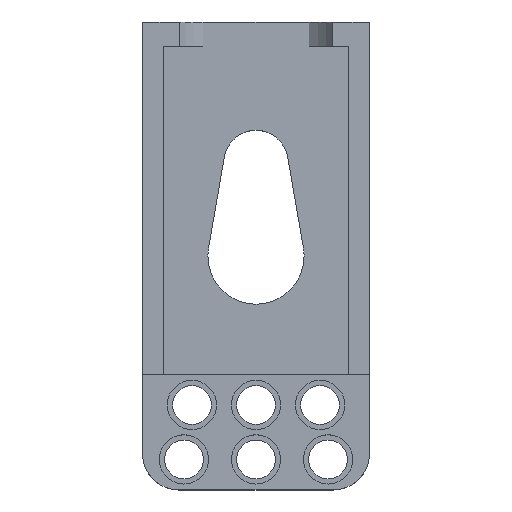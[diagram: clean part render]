
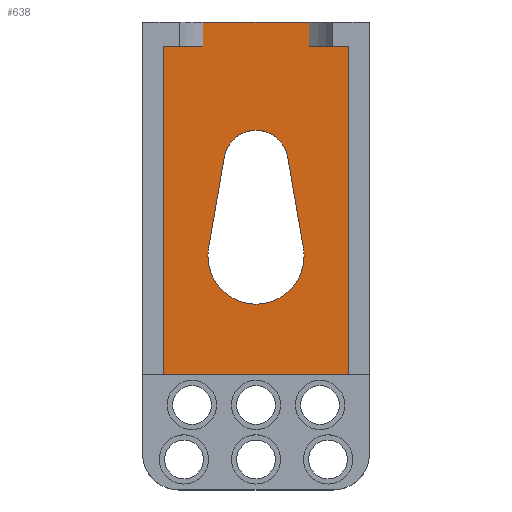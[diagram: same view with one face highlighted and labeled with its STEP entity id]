
A CAD part, top view. The second image highlights one B-rep face of the part: STEP entity #638.
In plain terms, the highlighted planar face has unit normal (0, 0, 1).
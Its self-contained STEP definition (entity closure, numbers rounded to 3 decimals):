
#17 = DIRECTION ( 'NONE',  ( 0., 1., 0. ) ) ;
#91 = EDGE_CURVE ( 'NONE', #1473, #2006, #660, .T. ) ;
#104 = CARTESIAN_POINT ( 'NONE',  ( 11.5, 40.9, 9.575 ) ) ;
#134 = CARTESIAN_POINT ( 'NONE',  ( 0., 14.68, 9.575 ) ) ;
#171 = EDGE_CURVE ( 'NONE', #2006, #2169, #2305, .T. ) ;
#193 = EDGE_CURVE ( 'NONE', #1288, #910, #2192, .T. ) ;
#217 = VECTOR ( 'NONE', #1381, 1000. ) ;
#278 = VECTOR ( 'NONE', #789, 1000. ) ;
#294 = CIRCLE ( 'NONE', #1569, 6. ) ;
#300 = VERTEX_POINT ( 'NONE', #1124 ) ;
#319 = CARTESIAN_POINT ( 'NONE',  ( -11.5, 40.9, 9.575 ) ) ;
#362 = VECTOR ( 'NONE', #17, 1000. ) ;
#371 = DIRECTION ( 'NONE',  ( 0., 1., 0. ) ) ;
#400 = AXIS2_PLACEMENT_3D ( 'NONE', #1471, #730, #1300 ) ;
#406 = CARTESIAN_POINT ( 'NONE',  ( 9.555, 40.9, 9.575 ) ) ;
#409 = EDGE_CURVE ( 'NONE', #992, #1708, #1235, .T. ) ;
#453 = CARTESIAN_POINT ( 'NONE',  ( -11.5, -0.1, 9.575 ) ) ;
#457 = CARTESIAN_POINT ( 'NONE',  ( -3.941, 27.083, 9.575 ) ) ;
#505 = DIRECTION ( 'NONE',  ( -1., 0., 0. ) ) ;
#508 = EDGE_CURVE ( 'NONE', #2202, #650, #1377, .T. ) ;
#509 = VECTOR ( 'NONE', #1444, 1000. ) ;
#520 = CARTESIAN_POINT ( 'NONE',  ( -6.625, 40.9, 9.575 ) ) ;
#545 = PLANE ( 'NONE',  #876 ) ;
#553 = CARTESIAN_POINT ( 'NONE',  ( -6.625, 43.9, 9.575 ) ) ;
#554 = VECTOR ( 'NONE', #1841, 1000. ) ;
#584 = DIRECTION ( 'NONE',  ( -1., 0., 0. ) ) ;
#617 = EDGE_CURVE ( 'NONE', #1288, #992, #1319, .T. ) ;
#638 = ADVANCED_FACE ( 'NONE', ( #867, #798 ), #545, .T. ) ;
#650 = VERTEX_POINT ( 'NONE', #553 ) ;
#660 = CIRCLE ( 'NONE', #786, 4. ) ;
#670 = CARTESIAN_POINT ( 'NONE',  ( -5.912, 15.704, 9.575 ) ) ;
#706 = CARTESIAN_POINT ( 'NONE',  ( -6.625, 40.9, 9.575 ) ) ;
#715 = DIRECTION ( 'NONE',  ( 1., 0., 0. ) ) ;
#728 = EDGE_CURVE ( 'NONE', #910, #2315, #1970, .T. ) ;
#730 = DIRECTION ( 'NONE',  ( 0., 0., 1. ) ) ;
#738 = CARTESIAN_POINT ( 'NONE',  ( 6.625, 43.9, 9.575 ) ) ;
#745 = CARTESIAN_POINT ( 'NONE',  ( 0., 14.68, 9.575 ) ) ;
#748 = LINE ( 'NONE', #1162, #278 ) ;
#752 = VERTEX_POINT ( 'NONE', #905 ) ;
#785 = EDGE_LOOP ( 'NONE', ( #2298, #1258, #1016, #1525, #966, #1494 ) ) ;
#786 = AXIS2_PLACEMENT_3D ( 'NONE', #1681, #1164, #2215 ) ;
#789 = DIRECTION ( 'NONE',  ( -1., 0., 0. ) ) ;
#795 = EDGE_CURVE ( 'NONE', #1708, #900, #1484, .T. ) ;
#798 = FACE_OUTER_BOUND ( 'NONE', #1348, .T. ) ;
#858 = VECTOR ( 'NONE', #505, 1000. ) ;
#864 = ORIENTED_EDGE ( 'NONE', *, *, #795, .F. ) ;
#867 = FACE_BOUND ( 'NONE', #785, .T. ) ;
#873 = CARTESIAN_POINT ( 'NONE',  ( 11.5, -0.1, 9.575 ) ) ;
#874 = ORIENTED_EDGE ( 'NONE', *, *, #508, .F. ) ;
#876 = AXIS2_PLACEMENT_3D ( 'NONE', #1801, #920, #1626 ) ;
#882 = CARTESIAN_POINT ( 'NONE',  ( 8.38, 1.451, 9.575 ) ) ;
#900 = VERTEX_POINT ( 'NONE', #319 ) ;
#905 = CARTESIAN_POINT ( 'NONE',  ( -6., 14.68, 9.575 ) ) ;
#908 = CARTESIAN_POINT ( 'NONE',  ( 5.912, 15.704, 9.575 ) ) ;
#910 = VERTEX_POINT ( 'NONE', #1729 ) ;
#920 = DIRECTION ( 'NONE',  ( 0., 0., 1. ) ) ;
#966 = ORIENTED_EDGE ( 'NONE', *, *, #2319, .F. ) ;
#992 = VERTEX_POINT ( 'NONE', #873 ) ;
#1016 = ORIENTED_EDGE ( 'NONE', *, *, #91, .F. ) ;
#1121 = CARTESIAN_POINT ( 'NONE',  ( 6.625, 40.9, 9.575 ) ) ;
#1124 = CARTESIAN_POINT ( 'NONE',  ( 6., 14.68, 9.575 ) ) ;
#1162 = CARTESIAN_POINT ( 'NONE',  ( -6.625, 40.9, 9.575 ) ) ;
#1164 = DIRECTION ( 'NONE',  ( 0., 0., 1. ) ) ;
#1180 = ORIENTED_EDGE ( 'NONE', *, *, #193, .T. ) ;
#1235 = LINE ( 'NONE', #1603, #2283 ) ;
#1253 = EDGE_CURVE ( 'NONE', #1860, #1473, #1488, .T. ) ;
#1258 = ORIENTED_EDGE ( 'NONE', *, *, #171, .F. ) ;
#1285 = AXIS2_PLACEMENT_3D ( 'NONE', #134, #1731, #1570 ) ;
#1288 = VERTEX_POINT ( 'NONE', #104 ) ;
#1300 = DIRECTION ( 'NONE',  ( 1., 0., 0. ) ) ;
#1315 = CARTESIAN_POINT ( 'NONE',  ( 3.941, 27.083, 9.575 ) ) ;
#1319 = LINE ( 'NONE', #1651, #509 ) ;
#1328 = EDGE_CURVE ( 'NONE', #2202, #900, #748, .T. ) ;
#1348 = EDGE_LOOP ( 'NONE', ( #864, #1898, #1368, #1180, #1719, #2152, #874, #2014 ) ) ;
#1368 = ORIENTED_EDGE ( 'NONE', *, *, #617, .F. ) ;
#1377 = LINE ( 'NONE', #706, #1722 ) ;
#1381 = DIRECTION ( 'NONE',  ( 0., 1., 0. ) ) ;
#1398 = LINE ( 'NONE', #2282, #858 ) ;
#1401 = VECTOR ( 'NONE', #584, 1000. ) ;
#1444 = DIRECTION ( 'NONE',  ( 0., -1., 0. ) ) ;
#1471 = CARTESIAN_POINT ( 'NONE',  ( 0., 14.68, 9.575 ) ) ;
#1473 = VERTEX_POINT ( 'NONE', #1315 ) ;
#1484 = LINE ( 'NONE', #1552, #217 ) ;
#1488 = LINE ( 'NONE', #882, #2311 ) ;
#1494 = ORIENTED_EDGE ( 'NONE', *, *, #1859, .F. ) ;
#1525 = ORIENTED_EDGE ( 'NONE', *, *, #1253, .F. ) ;
#1552 = CARTESIAN_POINT ( 'NONE',  ( -11.5, 40.9, 9.575 ) ) ;
#1569 = AXIS2_PLACEMENT_3D ( 'NONE', #745, #1978, #715 ) ;
#1570 = DIRECTION ( 'NONE',  ( 1., 0., 0. ) ) ;
#1584 = CIRCLE ( 'NONE', #1285, 6. ) ;
#1603 = CARTESIAN_POINT ( 'NONE',  ( -11.5, -0.1, 9.575 ) ) ;
#1626 = DIRECTION ( 'NONE',  ( 1., 0., 0. ) ) ;
#1651 = CARTESIAN_POINT ( 'NONE',  ( 11.5, 5.5, 9.575 ) ) ;
#1681 = CARTESIAN_POINT ( 'NONE',  ( 0., 26.4, 9.575 ) ) ;
#1708 = VERTEX_POINT ( 'NONE', #453 ) ;
#1719 = ORIENTED_EDGE ( 'NONE', *, *, #728, .T. ) ;
#1722 = VECTOR ( 'NONE', #371, 1000. ) ;
#1729 = CARTESIAN_POINT ( 'NONE',  ( 6.625, 40.9, 9.575 ) ) ;
#1731 = DIRECTION ( 'NONE',  ( 0., 0., 1. ) ) ;
#1801 = CARTESIAN_POINT ( 'NONE',  ( 0., 0., 9.575 ) ) ;
#1841 = DIRECTION ( 'NONE',  ( -0.171, -0.985, 0. ) ) ;
#1859 = EDGE_CURVE ( 'NONE', #752, #300, #294, .T. ) ;
#1860 = VERTEX_POINT ( 'NONE', #908 ) ;
#1898 = ORIENTED_EDGE ( 'NONE', *, *, #409, .F. ) ;
#1970 = LINE ( 'NONE', #1121, #362 ) ;
#1978 = DIRECTION ( 'NONE',  ( 0., 0., 1. ) ) ;
#2004 = CARTESIAN_POINT ( 'NONE',  ( -8.38, 1.451, 9.575 ) ) ;
#2006 = VERTEX_POINT ( 'NONE', #457 ) ;
#2013 = CIRCLE ( 'NONE', #400, 6. ) ;
#2014 = ORIENTED_EDGE ( 'NONE', *, *, #1328, .T. ) ;
#2112 = EDGE_CURVE ( 'NONE', #2315, #650, #1398, .T. ) ;
#2120 = DIRECTION ( 'NONE',  ( -1., 0., 0. ) ) ;
#2152 = ORIENTED_EDGE ( 'NONE', *, *, #2112, .T. ) ;
#2157 = EDGE_CURVE ( 'NONE', #2169, #752, #1584, .T. ) ;
#2169 = VERTEX_POINT ( 'NONE', #670 ) ;
#2192 = LINE ( 'NONE', #406, #1401 ) ;
#2202 = VERTEX_POINT ( 'NONE', #520 ) ;
#2215 = DIRECTION ( 'NONE',  ( 1., 0., 0. ) ) ;
#2282 = CARTESIAN_POINT ( 'NONE',  ( 9.555, 43.9, 9.575 ) ) ;
#2283 = VECTOR ( 'NONE', #2120, 1000. ) ;
#2297 = DIRECTION ( 'NONE',  ( -0.171, 0.985, 0. ) ) ;
#2298 = ORIENTED_EDGE ( 'NONE', *, *, #2157, .F. ) ;
#2305 = LINE ( 'NONE', #2004, #554 ) ;
#2311 = VECTOR ( 'NONE', #2297, 1000. ) ;
#2315 = VERTEX_POINT ( 'NONE', #738 ) ;
#2319 = EDGE_CURVE ( 'NONE', #300, #1860, #2013, .T. ) ;
